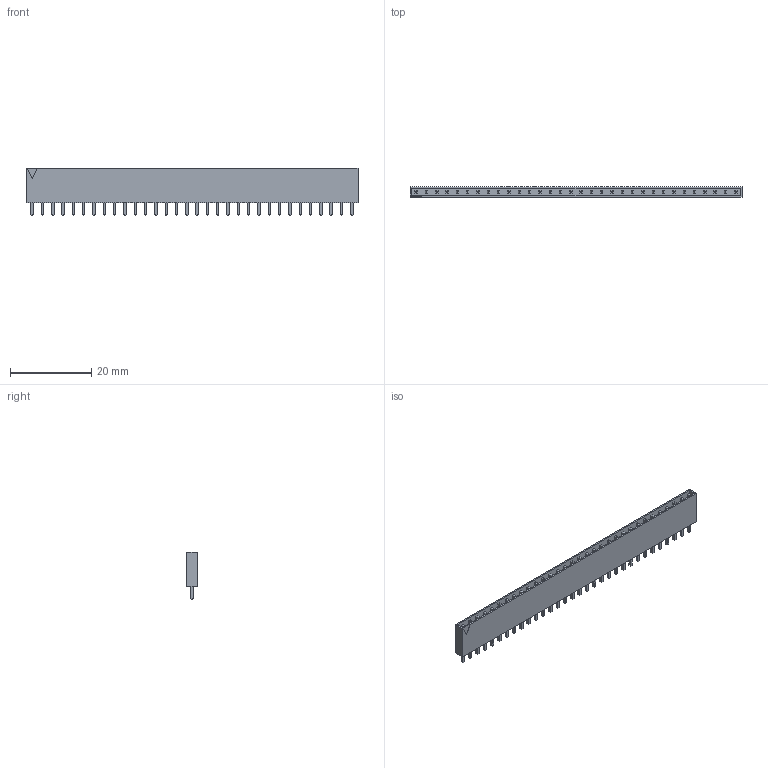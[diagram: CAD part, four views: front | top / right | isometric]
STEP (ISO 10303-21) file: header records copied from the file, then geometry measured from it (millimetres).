
FILE_DESCRIPTION(('FreeCAD Model'),'2;1');
FILE_NAME('463822.2.1.stp','2020-07-14T07:17:34',( 'Author'),(''),'Open CASCADE STEP processor 6.9','FreeCAD','Unknown' );
FILE_SCHEMA(('AUTOMOTIVE_DESIGN { 1 0 10303 214 1 1 1 1 }'));
Length unit declared in the file: millimetre
Products named in the file (3): ASSEMBLY; Body; LeadsArray
Assembly tree (2 placements, depth 2):
  ASSEMBLY
    Body
    LeadsArray
Bounding box: 81.78 x 2.5 x 11.6 mm (x, y, z)
Volume: 1084.6 mm3; surface area: 3642.8 mm2
Topology: 33 solids, 33 shells, 462 faces, 929 edges, 534 vertices
Faces by surface type: plane 462
Entity records: 23765 total; most frequent: CARTESIAN_POINT 3786, DIRECTION 3717, LINE 2787, VECTOR 2787, ORIENTED_EDGE 1858, PCURVE 1858, DEFINITIONAL_REPRESENTATION 1858, EDGE_CURVE 929
